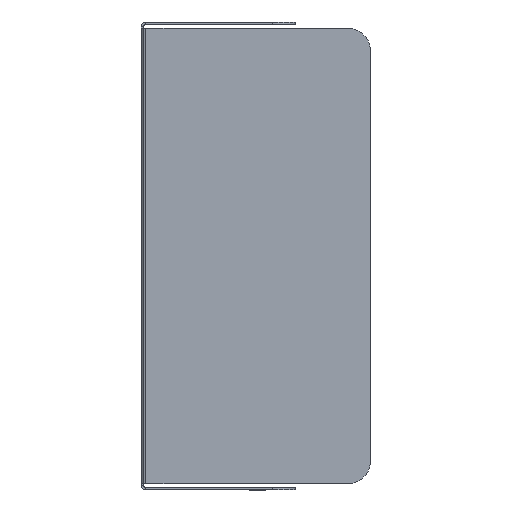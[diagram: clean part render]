
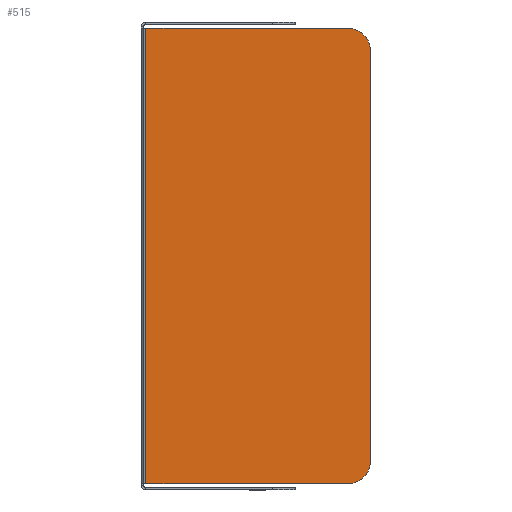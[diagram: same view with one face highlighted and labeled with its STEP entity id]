
A CAD part, front view. The second image highlights one B-rep face of the part: STEP entity #515.
In plain terms, the highlighted planar face has unit normal (0, -1, 0).
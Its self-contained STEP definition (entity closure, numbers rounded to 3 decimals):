
#37 = VECTOR ( 'NONE', #3441, 1000. ) ;
#136 = VERTEX_POINT ( 'NONE', #332 ) ;
#153 = LINE ( 'NONE', #2686, #2896 ) ;
#239 = CARTESIAN_POINT ( 'NONE',  ( 1.5, -439.5, 147.5 ) ) ;
#270 = LINE ( 'NONE', #1417, #646 ) ;
#332 = CARTESIAN_POINT ( 'NONE',  ( 1.5, -439.5, -147.5 ) ) ;
#371 = VERTEX_POINT ( 'NONE', #2493 ) ;
#438 = CIRCLE ( 'NONE', #1695, 15. ) ;
#496 = CARTESIAN_POINT ( 'NONE',  ( 132., -439.5, 132.5 ) ) ;
#515 = ADVANCED_FACE ( 'NONE', ( #2863 ), #3130, .F. ) ;
#646 = VECTOR ( 'NONE', #1086, 1000. ) ;
#730 = CARTESIAN_POINT ( 'NONE',  ( 132., -439.5, -147.5 ) ) ;
#907 = VERTEX_POINT ( 'NONE', #1610 ) ;
#971 = ORIENTED_EDGE ( 'NONE', *, *, #2219, .T. ) ;
#973 = CARTESIAN_POINT ( 'NONE',  ( 132., -439.5, 147.5 ) ) ;
#1086 = DIRECTION ( 'NONE',  ( 1., 0., 0. ) ) ;
#1142 = DIRECTION ( 'NONE',  ( -1., 0., 0. ) ) ;
#1180 = EDGE_CURVE ( 'NONE', #2445, #2878, #438, .T. ) ;
#1228 = DIRECTION ( 'NONE',  ( -1., 0., 0. ) ) ;
#1374 = DIRECTION ( 'NONE',  ( -1., 0., 0. ) ) ;
#1417 = CARTESIAN_POINT ( 'NONE',  ( 0., -439.5, -147.5 ) ) ;
#1443 = CARTESIAN_POINT ( 'NONE',  ( 0., -439.5, 147.5 ) ) ;
#1455 = EDGE_CURVE ( 'NONE', #907, #3111, #1805, .T. ) ;
#1610 = CARTESIAN_POINT ( 'NONE',  ( 1.5, -439.5, 147.5 ) ) ;
#1617 = CARTESIAN_POINT ( 'NONE',  ( 147., -439.5, -132.5 ) ) ;
#1618 = DIRECTION ( 'NONE',  ( 0., 0., -1. ) ) ;
#1671 = EDGE_CURVE ( 'NONE', #371, #2878, #153, .T. ) ;
#1695 = AXIS2_PLACEMENT_3D ( 'NONE', #3236, #2669, #1228 ) ;
#1731 = CIRCLE ( 'NONE', #2567, 15. ) ;
#1739 = VECTOR ( 'NONE', #1618, 1000. ) ;
#1805 = LINE ( 'NONE', #2308, #37 ) ;
#1941 = LINE ( 'NONE', #239, #1739 ) ;
#2219 = EDGE_CURVE ( 'NONE', #907, #136, #1941, .T. ) ;
#2308 = CARTESIAN_POINT ( 'NONE',  ( 0., -439.5, 147.5 ) ) ;
#2445 = VERTEX_POINT ( 'NONE', #730 ) ;
#2493 = CARTESIAN_POINT ( 'NONE',  ( 147., -439.5, 132.5 ) ) ;
#2567 = AXIS2_PLACEMENT_3D ( 'NONE', #496, #2718, #1374 ) ;
#2606 = ORIENTED_EDGE ( 'NONE', *, *, #3283, .T. ) ;
#2669 = DIRECTION ( 'NONE',  ( 0., -1., 0. ) ) ;
#2686 = CARTESIAN_POINT ( 'NONE',  ( 147., -439.5, 147.5 ) ) ;
#2718 = DIRECTION ( 'NONE',  ( 0., -1., 0. ) ) ;
#2751 = ORIENTED_EDGE ( 'NONE', *, *, #1455, .F. ) ;
#2753 = ORIENTED_EDGE ( 'NONE', *, *, #1180, .T. ) ;
#2807 = ORIENTED_EDGE ( 'NONE', *, *, #3567, .T. ) ;
#2863 = FACE_OUTER_BOUND ( 'NONE', #3049, .T. ) ;
#2878 = VERTEX_POINT ( 'NONE', #1617 ) ;
#2885 = DIRECTION ( 'NONE',  ( 0., 1., 0. ) ) ;
#2896 = VECTOR ( 'NONE', #3556, 1000. ) ;
#2900 = ORIENTED_EDGE ( 'NONE', *, *, #1671, .F. ) ;
#3049 = EDGE_LOOP ( 'NONE', ( #2606, #2753, #2900, #2807, #2751, #971 ) ) ;
#3111 = VERTEX_POINT ( 'NONE', #973 ) ;
#3130 = PLANE ( 'NONE',  #3221 ) ;
#3221 = AXIS2_PLACEMENT_3D ( 'NONE', #1443, #2885, #1142 ) ;
#3236 = CARTESIAN_POINT ( 'NONE',  ( 132., -439.5, -132.5 ) ) ;
#3283 = EDGE_CURVE ( 'NONE', #136, #2445, #270, .T. ) ;
#3441 = DIRECTION ( 'NONE',  ( 1., 0., 0. ) ) ;
#3556 = DIRECTION ( 'NONE',  ( 0., 0., -1. ) ) ;
#3567 = EDGE_CURVE ( 'NONE', #371, #3111, #1731, .T. ) ;
